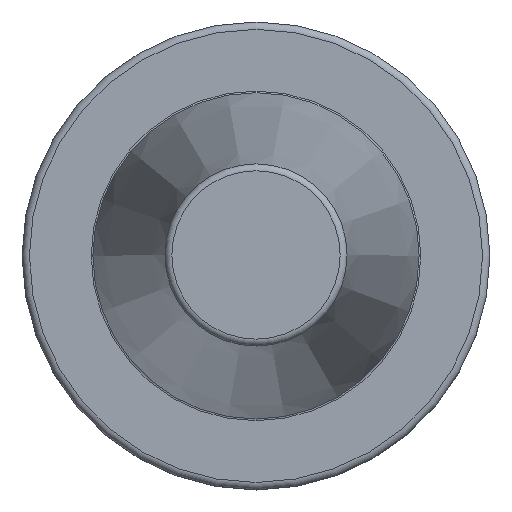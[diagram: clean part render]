
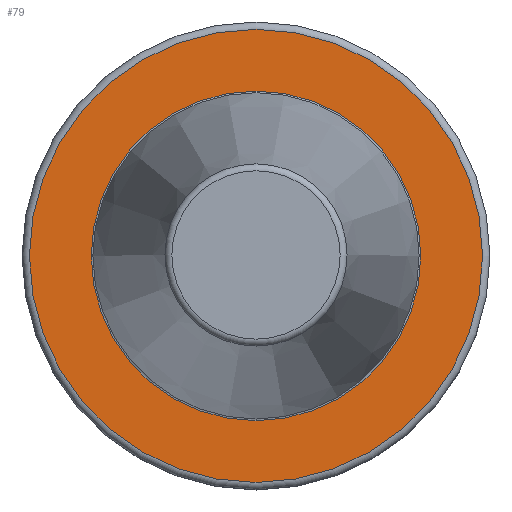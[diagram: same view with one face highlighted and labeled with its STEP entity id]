
A CAD part, top view. The second image highlights one B-rep face of the part: STEP entity #79.
In plain terms, the highlighted planar face has unit normal (0, 0, 1).
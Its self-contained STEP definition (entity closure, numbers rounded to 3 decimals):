
#47=PLANE('',#408);
#79=ADVANCED_FACE('',(#136,#137),#47,.T.);
#136=FACE_BOUND('',#192,.T.);
#137=FACE_BOUND('',#193,.T.);
#192=EDGE_LOOP('',(#250));
#193=EDGE_LOOP('',(#251));
#250=ORIENTED_EDGE('',*,*,#316,.T.);
#251=ORIENTED_EDGE('',*,*,#315,.F.);
#286=VERTEX_POINT('',#611);
#287=VERTEX_POINT('',#614);
#315=EDGE_CURVE('',#286,#286,#344,.T.);
#316=EDGE_CURVE('',#287,#287,#345,.T.);
#344=CIRCLE('',#405,30.76);
#345=CIRCLE('',#407,22.375);
#405=AXIS2_PLACEMENT_3D('',#610,#511,#512);
#407=AXIS2_PLACEMENT_3D('',#613,#515,#516);
#408=AXIS2_PLACEMENT_3D('',#615,#517,#518);
#511=DIRECTION('',(0.0,0.0,-1.0));
#512=DIRECTION('',(-1.0,0.0,0.0));
#515=DIRECTION('',(0.0,0.0,-1.0));
#516=DIRECTION('',(-1.0,0.0,0.0));
#517=DIRECTION('',(0.0,0.0,1.0));
#518=DIRECTION('',(1.0,0.0,0.0));
#610=CARTESIAN_POINT('',(0.,0.0,-3.2));
#611=CARTESIAN_POINT('',(-30.76,0.0,-3.2));
#613=CARTESIAN_POINT('',(0.,0.0,-3.2));
#614=CARTESIAN_POINT('',(-22.375,0.0,-3.2));
#615=CARTESIAN_POINT('',(30.76,0.0,-3.2));
